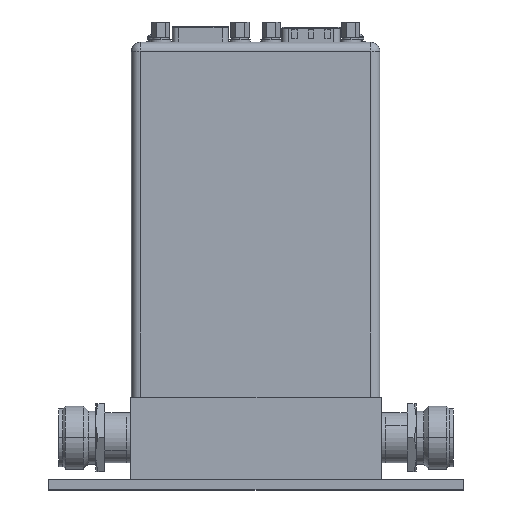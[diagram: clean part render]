
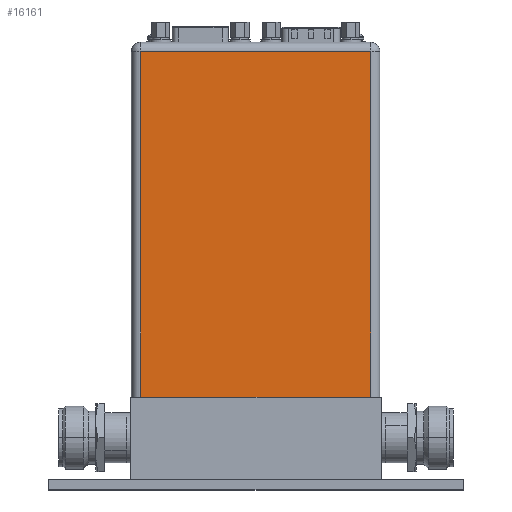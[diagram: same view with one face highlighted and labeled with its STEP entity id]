
A CAD part, top view. The second image highlights one B-rep face of the part: STEP entity #16161.
In plain terms, the highlighted planar face has unit normal (0, 0, 1).
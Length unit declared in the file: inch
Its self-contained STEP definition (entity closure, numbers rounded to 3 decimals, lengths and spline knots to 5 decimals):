
#13071=DIRECTION('',(1.,0.,0.));
#13072=VECTOR('',#13071,2.757);
#13073=CARTESIAN_POINT('',(-1.3785,0.,1.425));
#13074=LINE('',#13073,#13072);
#14451=DIRECTION('',(0.,-1.,0.));
#14452=VECTOR('',#14451,4.141);
#14453=CARTESIAN_POINT('',(1.3785,4.141,1.425));
#14454=LINE('',#14453,#14452);
#14458=DIRECTION('',(0.,-1.,0.));
#14459=VECTOR('',#14458,4.141);
#14460=CARTESIAN_POINT('',(-1.3785,4.141,1.425));
#14461=LINE('',#14460,#14459);
#14465=DIRECTION('',(1.,0.,0.));
#14466=VECTOR('',#14465,2.757);
#14467=CARTESIAN_POINT('',(-1.3785,4.141,1.425));
#14468=LINE('',#14467,#14466);
#14808=CARTESIAN_POINT('',(1.3785,0.,1.425));
#14810=VERTEX_POINT('',#14808);
#14811=CARTESIAN_POINT('',(1.3785,4.141,1.425));
#14812=VERTEX_POINT('',#14811);
#14823=CARTESIAN_POINT('',(-1.3785,0.,1.425));
#14825=VERTEX_POINT('',#14823);
#14827=CARTESIAN_POINT('',(-1.3785,4.141,1.425));
#14828=VERTEX_POINT('',#14827);
#16149=CARTESIAN_POINT('',(-1.4875,0.,1.425));
#16150=DIRECTION('',(0.,0.,1.));
#16151=DIRECTION('',(1.,0.,0.));
#16152=AXIS2_PLACEMENT_3D('',#16149,#16150,#16151);
#16153=PLANE('',#16152);
#16154=ORIENTED_EDGE('',*,*,#16142,.T.);
#16155=ORIENTED_EDGE('',*,*,#15050,.F.);
#16157=ORIENTED_EDGE('',*,*,#16156,.F.);
#16158=ORIENTED_EDGE('',*,*,#15787,.T.);
#16159=EDGE_LOOP('',(#16154,#16155,#16157,#16158));
#16160=FACE_OUTER_BOUND('',#16159,.F.);
#16161=ADVANCED_FACE('',(#16160),#16153,.T.);
#15050=EDGE_CURVE('',#14825,#14810,#13074,.T.);
#15787=EDGE_CURVE('',#14828,#14812,#14468,.T.);
#16142=EDGE_CURVE('',#14812,#14810,#14454,.T.);
#16156=EDGE_CURVE('',#14828,#14825,#14461,.T.);
